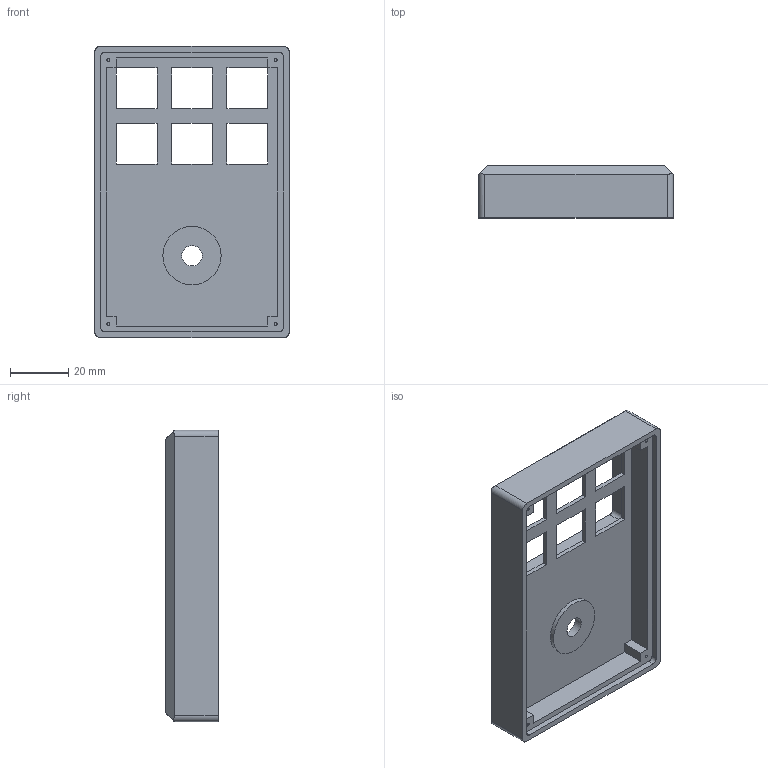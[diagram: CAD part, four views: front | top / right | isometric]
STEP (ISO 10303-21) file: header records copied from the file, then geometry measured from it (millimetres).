
FILE_DESCRIPTION(/* description */ (''),/* implementation_level */ '2;1');
FILE_NAME(/* name */ 'Top shell.stp',/* time_stamp */ '2021-08-30T15:09:25-04:00',/* author */ ('Dahway'),/* organization */ (''),/* preprocessor_version */ 'ST-DEVELOPER v18',/* originating_system */ 'Autodesk Inventor 2020',/* authorisation */ '');
FILE_SCHEMA (('AUTOMOTIVE_DESIGN { 1 0 10303 214 3 1 1 }'));
Length unit declared in the file: millimetre
Products named in the file (1): Top shell
Bounding box: 66.8 x 18 x 100 mm (x, y, z)
Volume: 42360.5 mm3; surface area: 21999.7 mm2
Topology: 1 solids, 1 shells, 82 faces, 227 edges, 154 vertices
Faces by surface type: plane 63, cylinder 19
Full cylindrical faces by diameter (mm): 1 x4, 7 x1, 20 x1, 35 x1
Entity records: 2700 total; most frequent: CARTESIAN_POINT 464, ORIENTED_EDGE 454, DIRECTION 449, EDGE_CURVE 227, LINE 171, VECTOR 171, VERTEX_POINT 154, AXIS2_PLACEMENT_3D 139
